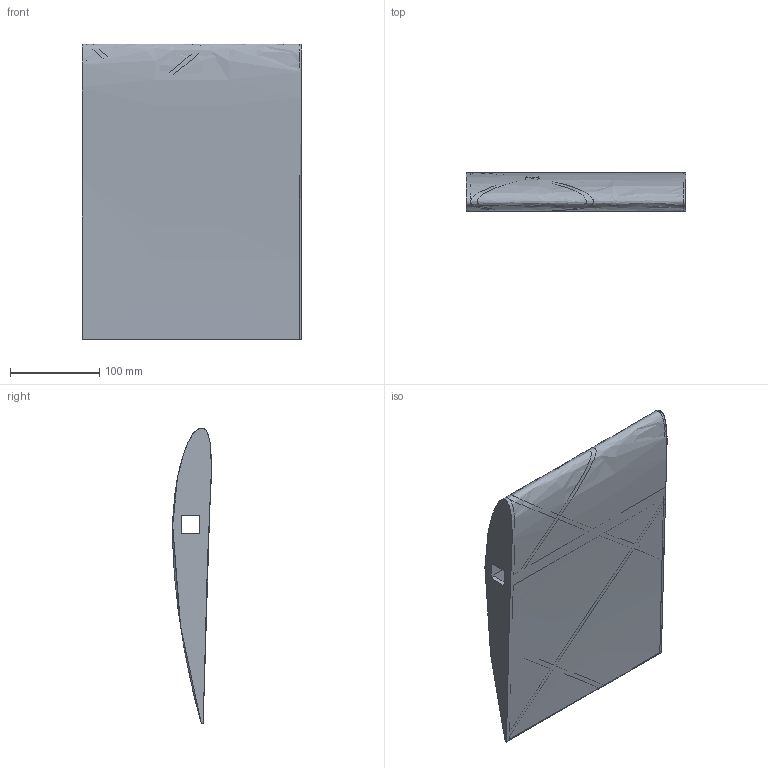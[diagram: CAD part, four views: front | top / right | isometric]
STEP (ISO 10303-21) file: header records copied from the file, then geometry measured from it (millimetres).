
FILE_DESCRIPTION(/* description */ (''),/* implementation_level */ '2;1');
FILE_NAME(/* name */ 'WingLeft_v0.1_section1.stp',/* time_stamp */ '2025-08-04T12:04:41-04:00',/* author */ ('Cupri'),/* organization */ (''),/* preprocessor_version */ 'ST-DEVELOPER v20.1',/* originating_system */ 'Autodesk Inventor 2026',/* authorisation */ '');
FILE_SCHEMA (('AUTOMOTIVE_DESIGN { 1 0 10303 214 3 1 1 }'));
Length unit declared in the file: millimetre
Products named in the file (1): WingLeft_v0.1
Bounding box: 245 x 43.22 x 330.8 mm (x, y, z)
Volume: 227223.8 mm3; surface area: 416942.2 mm2
Topology: 2 solids, 4 shells, 88 faces, 233 edges, 164 vertices
Faces by surface type: plane 66, bspline 22
Entity records: 6588 total; most frequent: CARTESIAN_POINT 4621, ORIENTED_EDGE 444, DIRECTION 270, EDGE_CURVE 222, VERTEX_POINT 140, LINE 136, VECTOR 136, EDGE_LOOP 94
